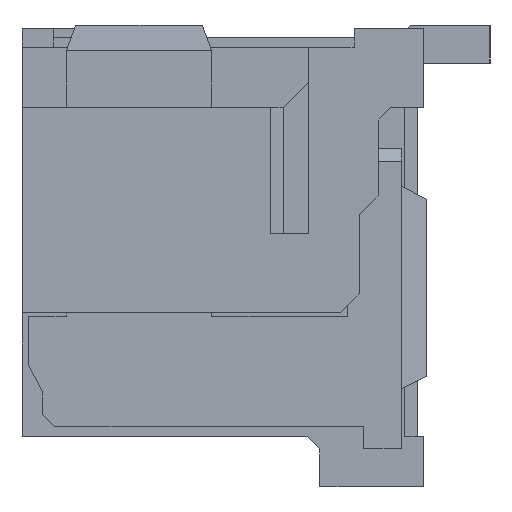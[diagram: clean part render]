
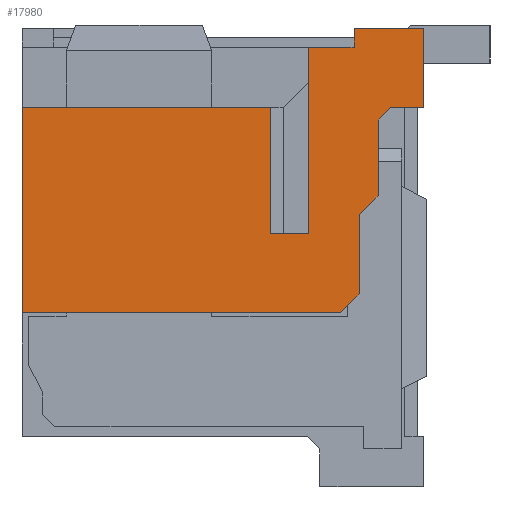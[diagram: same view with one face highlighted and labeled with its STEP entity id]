
A CAD part, left-side view. The second image highlights one B-rep face of the part: STEP entity #17980.
In plain terms, the highlighted planar face has unit normal (-1, 0, 0).
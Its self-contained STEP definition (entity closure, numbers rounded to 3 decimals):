
#4533=DIRECTION('',(0.,1.,0.));
#4534=VECTOR('',#4533,0.6);
#4535=CARTESIAN_POINT('',(-11.15,-1.93,0.82));
#4536=LINE('',#4535,#4534);
#4537=DIRECTION('',(0.,1.,0.));
#4538=VECTOR('',#4537,0.72);
#4539=CARTESIAN_POINT('',(-11.15,-2.65,3.77));
#4540=LINE('',#4539,#4538);
#4541=DIRECTION('',(0.,0.,-1.));
#4542=VECTOR('',#4541,0.3);
#4543=CARTESIAN_POINT('',(-11.15,-2.65,4.07));
#4544=LINE('',#4543,#4542);
#4545=DIRECTION('',(0.,1.,0.));
#4546=VECTOR('',#4545,1.1);
#4547=CARTESIAN_POINT('',(-11.15,-3.75,4.07));
#4548=LINE('',#4547,#4546);
#4549=DIRECTION('',(0.,0.,1.));
#4550=VECTOR('',#4549,1.25);
#4551=CARTESIAN_POINT('',(-11.15,-3.75,2.82));
#4552=LINE('',#4551,#4550);
#4553=DIRECTION('',(0.,1.,0.));
#4554=VECTOR('',#4553,0.52);
#4555=CARTESIAN_POINT('',(-11.15,-3.75,2.82));
#4556=LINE('',#4555,#4554);
#4557=DIRECTION('',(0.,0.707,-0.707));
#4558=VECTOR('',#4557,0.283);
#4559=CARTESIAN_POINT('',(-11.15,-3.23,2.82));
#4560=LINE('',#4559,#4558);
#4561=DIRECTION('',(0.,0.,-1.));
#4562=VECTOR('',#4561,1.2);
#4563=CARTESIAN_POINT('',(-11.15,-3.03,2.62));
#4564=LINE('',#4563,#4562);
#4565=DIRECTION('',(0.,0.707,-0.707));
#4566=VECTOR('',#4565,0.424);
#4567=CARTESIAN_POINT('',(-11.15,-3.03,1.42));
#4568=LINE('',#4567,#4566);
#4569=DIRECTION('',(0.,0.,-1.));
#4570=VECTOR('',#4569,1.25);
#4571=CARTESIAN_POINT('',(-11.15,-2.73,1.12));
#4572=LINE('',#4571,#4570);
#4573=DIRECTION('',(0.,0.707,-0.707));
#4574=VECTOR('',#4573,0.424);
#4575=CARTESIAN_POINT('',(-11.15,-2.73,-0.13));
#4576=LINE('',#4575,#4574);
#4577=DIRECTION('',(0.,-1.,0.));
#4578=VECTOR('',#4577,5.03);
#4579=CARTESIAN_POINT('',(-11.15,2.6,-0.43));
#4580=LINE('',#4579,#4578);
#4581=DIRECTION('',(0.,0.,-1.));
#4582=VECTOR('',#4581,3.25);
#4583=CARTESIAN_POINT('',(-11.15,2.6,2.82));
#4584=LINE('',#4583,#4582);
#4585=DIRECTION('',(0.,-1.,0.));
#4586=VECTOR('',#4585,3.93);
#4587=CARTESIAN_POINT('',(-11.15,2.6,2.82));
#4588=LINE('',#4587,#4586);
#4589=DIRECTION('',(0.,0.,1.));
#4590=VECTOR('',#4589,2.);
#4591=CARTESIAN_POINT('',(-11.15,-1.33,0.82));
#4592=LINE('',#4591,#4590);
#4593=DIRECTION('',(0.,0.,-1.));
#4594=VECTOR('',#4593,2.95);
#4595=CARTESIAN_POINT('',(-11.15,-1.93,3.77));
#4596=LINE('',#4595,#4594);
#9739=CARTESIAN_POINT('',(-11.15,-3.75,4.07));
#9740=CARTESIAN_POINT('',(-11.15,-2.65,4.07));
#9741=VERTEX_POINT('',#9739);
#9742=VERTEX_POINT('',#9740);
#9743=CARTESIAN_POINT('',(-11.15,-2.65,3.77));
#9744=VERTEX_POINT('',#9743);
#9749=CARTESIAN_POINT('',(-11.15,-3.75,2.82));
#9750=CARTESIAN_POINT('',(-11.15,-3.23,2.82));
#9751=VERTEX_POINT('',#9749);
#9752=VERTEX_POINT('',#9750);
#9753=CARTESIAN_POINT('',(-11.15,-3.03,2.62));
#9754=VERTEX_POINT('',#9753);
#9755=CARTESIAN_POINT('',(-11.15,-3.03,1.42));
#9756=VERTEX_POINT('',#9755);
#9757=CARTESIAN_POINT('',(-11.15,-2.73,1.12));
#9758=VERTEX_POINT('',#9757);
#9759=CARTESIAN_POINT('',(-11.15,-2.73,-0.13));
#9760=VERTEX_POINT('',#9759);
#9761=CARTESIAN_POINT('',(-11.15,-2.43,-0.43));
#9762=VERTEX_POINT('',#9761);
#9763=CARTESIAN_POINT('',(-11.15,2.6,-0.43));
#9764=VERTEX_POINT('',#9763);
#9775=CARTESIAN_POINT('',(-11.15,-1.93,3.77));
#9777=VERTEX_POINT('',#9775);
#9785=CARTESIAN_POINT('',(-11.15,2.6,2.82));
#9786=VERTEX_POINT('',#9785);
#11731=CARTESIAN_POINT('',(-11.15,-1.93,0.82));
#11732=CARTESIAN_POINT('',(-11.15,-1.33,0.82));
#11733=VERTEX_POINT('',#11731);
#11734=VERTEX_POINT('',#11732);
#11735=CARTESIAN_POINT('',(-11.15,-1.33,2.82));
#11736=VERTEX_POINT('',#11735);
#17951=CARTESIAN_POINT('',(-11.15,0.,0.445));
#17952=DIRECTION('',(-1.,0.,0.));
#17953=DIRECTION('',(0.,0.,1.));
#17954=AXIS2_PLACEMENT_3D('',#17951,#17952,#17953);
#17955=PLANE('',#17954);
#17956=ORIENTED_EDGE('',*,*,#12901,.F.);
#17958=ORIENTED_EDGE('',*,*,#17957,.F.);
#17959=ORIENTED_EDGE('',*,*,#17308,.F.);
#17961=ORIENTED_EDGE('',*,*,#17960,.F.);
#17963=ORIENTED_EDGE('',*,*,#17962,.F.);
#17964=ORIENTED_EDGE('',*,*,#13648,.F.);
#17966=ORIENTED_EDGE('',*,*,#17965,.T.);
#17967=ORIENTED_EDGE('',*,*,#17889,.T.);
#17968=ORIENTED_EDGE('',*,*,#17904,.T.);
#17969=ORIENTED_EDGE('',*,*,#17918,.T.);
#17970=ORIENTED_EDGE('',*,*,#17932,.T.);
#17971=ORIENTED_EDGE('',*,*,#17945,.T.);
#17972=ORIENTED_EDGE('',*,*,#17827,.F.);
#17973=ORIENTED_EDGE('',*,*,#17122,.F.);
#17975=ORIENTED_EDGE('',*,*,#17974,.T.);
#17977=ORIENTED_EDGE('',*,*,#17976,.F.);
#17978=EDGE_LOOP('',(#17956,#17958,#17959,#17961,#17963,#17964,#17966,#17967,
#17968,#17969,#17970,#17971,#17972,#17973,#17975,#17977));
#17979=FACE_OUTER_BOUND('',#17978,.F.);
#17980=ADVANCED_FACE('',(#17979),#17955,.T.);
#12901=EDGE_CURVE('',#11733,#11734,#4536,.T.);
#13648=EDGE_CURVE('',#9751,#9741,#4552,.T.);
#17122=EDGE_CURVE('',#9786,#9764,#4584,.T.);
#17308=EDGE_CURVE('',#9744,#9777,#4540,.T.);
#17827=EDGE_CURVE('',#9764,#9762,#4580,.T.);
#17889=EDGE_CURVE('',#9752,#9754,#4560,.T.);
#17904=EDGE_CURVE('',#9754,#9756,#4564,.T.);
#17918=EDGE_CURVE('',#9756,#9758,#4568,.T.);
#17932=EDGE_CURVE('',#9758,#9760,#4572,.T.);
#17945=EDGE_CURVE('',#9760,#9762,#4576,.T.);
#17957=EDGE_CURVE('',#9777,#11733,#4596,.T.);
#17960=EDGE_CURVE('',#9742,#9744,#4544,.T.);
#17962=EDGE_CURVE('',#9741,#9742,#4548,.T.);
#17965=EDGE_CURVE('',#9751,#9752,#4556,.T.);
#17974=EDGE_CURVE('',#9786,#11736,#4588,.T.);
#17976=EDGE_CURVE('',#11734,#11736,#4592,.T.);
